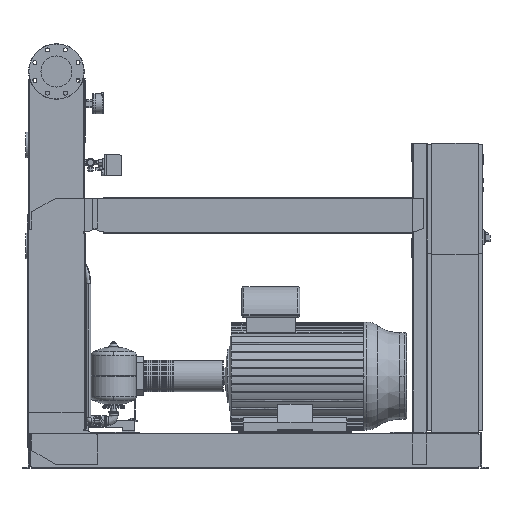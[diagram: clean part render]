
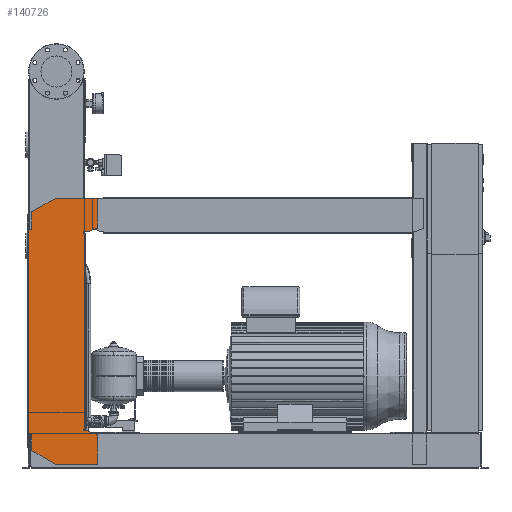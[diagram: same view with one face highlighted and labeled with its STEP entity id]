
A CAD part, front view. The second image highlights one B-rep face of the part: STEP entity #140726.
In plain terms, the highlighted free-form (B-spline) face has degree [1, 1] with [2, 2] control points.
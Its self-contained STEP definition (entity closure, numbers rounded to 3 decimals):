
#140211=CARTESIAN_POINT('',(-111.0,-463.5,1076.0));
#140212=VERTEX_POINT('',#140211);
#140219=CARTESIAN_POINT('',(-111.0,-463.5,1153.378));
#140220=VERTEX_POINT('',#140219);
#140221=CARTESIAN_POINT('',(-111.0,-463.5,1076.0));
#140222=DIRECTION('',(0.0,0.0,1.0));
#140223=VECTOR('',#140222,77.378);
#140224=LINE('',#140221,#140223);
#140225=EDGE_CURVE('',#140212,#140220,#140224,.T.);
#140243=CARTESIAN_POINT('',(-6.0,-463.5,1214.0));
#140244=VERTEX_POINT('',#140243);
#140245=CARTESIAN_POINT('',(-111.0,-463.5,1153.378));
#140246=DIRECTION('',(0.866,0.0,0.5));
#140247=VECTOR('',#140246,121.244);
#140248=LINE('',#140245,#140247);
#140249=EDGE_CURVE('',#140220,#140244,#140248,.T.);
#140267=CARTESIAN_POINT('',(186.0,-463.5,1214.0));
#140268=VERTEX_POINT('',#140267);
#140269=CARTESIAN_POINT('',(-6.0,-463.5,1214.0));
#140270=DIRECTION('',(1.0,0.0,0.0));
#140271=VECTOR('',#140270,192.0);
#140272=LINE('',#140269,#140271);
#140273=EDGE_CURVE('',#140244,#140268,#140272,.T.);
#140291=CARTESIAN_POINT('',(186.,-463.5,1080.379));
#140292=VERTEX_POINT('',#140291);
#140293=CARTESIAN_POINT('',(186.0,-463.5,1214.0));
#140294=DIRECTION('',(0.0,0.0,-1.0));
#140295=VECTOR('',#140294,133.621);
#140296=LINE('',#140293,#140295);
#140297=EDGE_CURVE('',#140268,#140292,#140296,.T.);
#140315=CARTESIAN_POINT('',(141.,-463.5,1064.0));
#140316=VERTEX_POINT('',#140315);
#140317=CARTESIAN_POINT('',(186.,-463.5,1080.379));
#140318=DIRECTION('',(-0.94,0.0,-0.342));
#140319=VECTOR('',#140318,47.888);
#140320=LINE('',#140317,#140319);
#140321=EDGE_CURVE('',#140292,#140316,#140320,.T.);
#140339=CARTESIAN_POINT('',(121.,-463.5,1064.0));
#140340=VERTEX_POINT('',#140339);
#140341=CARTESIAN_POINT('',(141.,-463.5,1064.0));
#140342=DIRECTION('',(-1.0,0.0,0.0));
#140343=VECTOR('',#140342,20.0);
#140344=LINE('',#140341,#140343);
#140345=EDGE_CURVE('',#140316,#140340,#140344,.T.);
#140363=CARTESIAN_POINT('',(121.,-463.5,1056.0));
#140364=VERTEX_POINT('',#140363);
#140365=CARTESIAN_POINT('',(121.,-463.5,1064.0));
#140366=DIRECTION('',(0.0,0.0,-1.0));
#140367=VECTOR('',#140366,8.0);
#140368=LINE('',#140365,#140367);
#140369=EDGE_CURVE('',#140340,#140364,#140368,.T.);
#140387=CARTESIAN_POINT('',(129.,-463.5,1056.0));
#140388=VERTEX_POINT('',#140387);
#140389=CARTESIAN_POINT('',(121.,-463.5,1056.0));
#140390=DIRECTION('',(1.0,0.0,0.0));
#140391=VECTOR('',#140390,8.0);
#140392=LINE('',#140389,#140391);
#140393=EDGE_CURVE('',#140364,#140388,#140392,.T.);
#140411=CARTESIAN_POINT('',(129.,-463.5,176.));
#140412=VERTEX_POINT('',#140411);
#140423=CARTESIAN_POINT('',(129.,-463.5,1056.0));
#140424=DIRECTION('',(0.0,0.0,-1.0));
#140425=VECTOR('',#140424,880.);
#140426=LINE('',#140423,#140425);
#140427=EDGE_CURVE('',#140388,#140412,#140426,.T.);
#140441=CARTESIAN_POINT('',(121.,-463.5,176.));
#140442=VERTEX_POINT('',#140441);
#140443=CARTESIAN_POINT('',(129.,-463.5,176.));
#140444=DIRECTION('',(-1.0,0.0,0.0));
#140445=VECTOR('',#140444,8.0);
#140446=LINE('',#140443,#140445);
#140447=EDGE_CURVE('',#140412,#140442,#140446,.T.);
#140465=CARTESIAN_POINT('',(121.,-463.5,168.));
#140466=VERTEX_POINT('',#140465);
#140467=CARTESIAN_POINT('',(121.,-463.5,176.));
#140468=DIRECTION('',(0.0,0.0,-1.0));
#140469=VECTOR('',#140468,8.0);
#140470=LINE('',#140467,#140469);
#140471=EDGE_CURVE('',#140442,#140466,#140470,.T.);
#140489=CARTESIAN_POINT('',(141.,-463.5,168.));
#140490=VERTEX_POINT('',#140489);
#140491=CARTESIAN_POINT('',(121.,-463.5,168.));
#140492=DIRECTION('',(1.0,0.0,0.0));
#140493=VECTOR('',#140492,20.0);
#140494=LINE('',#140491,#140493);
#140495=EDGE_CURVE('',#140466,#140490,#140494,.T.);
#140513=CARTESIAN_POINT('',(186.,-463.5,151.621));
#140514=VERTEX_POINT('',#140513);
#140515=CARTESIAN_POINT('',(141.,-463.5,168.));
#140516=DIRECTION('',(0.94,0.0,-0.342));
#140517=VECTOR('',#140516,47.888);
#140518=LINE('',#140515,#140517);
#140519=EDGE_CURVE('',#140490,#140514,#140518,.T.);
#140537=CARTESIAN_POINT('',(186.,-463.5,18.0));
#140538=VERTEX_POINT('',#140537);
#140539=CARTESIAN_POINT('',(186.,-463.5,151.621));
#140540=DIRECTION('',(0.0,0.0,-1.0));
#140541=VECTOR('',#140540,133.621);
#140542=LINE('',#140539,#140541);
#140543=EDGE_CURVE('',#140514,#140538,#140542,.T.);
#140561=CARTESIAN_POINT('',(-4.,-463.5,18.0));
#140562=VERTEX_POINT('',#140561);
#140563=CARTESIAN_POINT('',(186.,-463.5,18.0));
#140564=DIRECTION('',(-1.0,0.0,0.0));
#140565=VECTOR('',#140564,190.);
#140566=LINE('',#140563,#140565);
#140567=EDGE_CURVE('',#140538,#140562,#140566,.T.);
#140585=CARTESIAN_POINT('',(-111.,-463.5,79.776));
#140586=VERTEX_POINT('',#140585);
#140587=CARTESIAN_POINT('',(-4.,-463.5,18.0));
#140588=DIRECTION('',(-0.866,0.,0.5));
#140589=VECTOR('',#140588,123.553);
#140590=LINE('',#140587,#140589);
#140591=EDGE_CURVE('',#140562,#140586,#140590,.T.);
#140609=CARTESIAN_POINT('',(-111.,-463.5,156.0));
#140610=VERTEX_POINT('',#140609);
#140611=CARTESIAN_POINT('',(-111.,-463.5,79.776));
#140612=DIRECTION('',(0.0,0.0,1.0));
#140613=VECTOR('',#140612,76.224);
#140614=LINE('',#140611,#140613);
#140615=EDGE_CURVE('',#140586,#140610,#140614,.T.);
#140633=CARTESIAN_POINT('',(-131.,-463.5,156.0));
#140634=VERTEX_POINT('',#140633);
#140635=CARTESIAN_POINT('',(-111.,-463.5,156.0));
#140636=DIRECTION('',(-1.0,0.0,0.0));
#140637=VECTOR('',#140636,20.0);
#140638=LINE('',#140635,#140637);
#140639=EDGE_CURVE('',#140610,#140634,#140638,.T.);
#140657=CARTESIAN_POINT('',(-131.0,-463.5,1076.0));
#140658=VERTEX_POINT('',#140657);
#140671=CARTESIAN_POINT('',(-131.,-463.5,156.0));
#140672=DIRECTION('',(0.0,0.0,1.0));
#140673=VECTOR('',#140672,920.0);
#140674=LINE('',#140671,#140673);
#140675=EDGE_CURVE('',#140634,#140658,#140674,.T.);
#140689=CARTESIAN_POINT('',(-131.0,-463.5,1076.0));
#140690=DIRECTION('',(1.0,0.0,0.0));
#140691=VECTOR('',#140690,20.0);
#140692=LINE('',#140689,#140691);
#140693=EDGE_CURVE('',#140658,#140212,#140692,.T.);
#140699=CARTESIAN_POINT('',(-131.,-463.5,18.0));
#140700=CARTESIAN_POINT('',(186.0,-463.5,18.0));
#140701=CARTESIAN_POINT('',(-131.,-463.5,1214.0));
#140702=CARTESIAN_POINT('',(186.0,-463.5,1214.0));
#140703=B_SPLINE_SURFACE_WITH_KNOTS('',1,1,((#140699,#140701),(#140700,#140702)),.UNSPECIFIED.,.F.,.F.,.U.,(2,2),(2,2),(0.0,317.),(0.0,1196.0),.UNSPECIFIED.);
#140704=ORIENTED_EDGE('',*,*,#140693,.F.);
#140705=ORIENTED_EDGE('',*,*,#140675,.F.);
#140706=ORIENTED_EDGE('',*,*,#140639,.F.);
#140707=ORIENTED_EDGE('',*,*,#140615,.F.);
#140708=ORIENTED_EDGE('',*,*,#140591,.F.);
#140709=ORIENTED_EDGE('',*,*,#140567,.F.);
#140710=ORIENTED_EDGE('',*,*,#140543,.F.);
#140711=ORIENTED_EDGE('',*,*,#140519,.F.);
#140712=ORIENTED_EDGE('',*,*,#140495,.F.);
#140713=ORIENTED_EDGE('',*,*,#140471,.F.);
#140714=ORIENTED_EDGE('',*,*,#140447,.F.);
#140715=ORIENTED_EDGE('',*,*,#140427,.F.);
#140716=ORIENTED_EDGE('',*,*,#140393,.F.);
#140717=ORIENTED_EDGE('',*,*,#140369,.F.);
#140718=ORIENTED_EDGE('',*,*,#140345,.F.);
#140719=ORIENTED_EDGE('',*,*,#140321,.F.);
#140720=ORIENTED_EDGE('',*,*,#140297,.F.);
#140721=ORIENTED_EDGE('',*,*,#140273,.F.);
#140722=ORIENTED_EDGE('',*,*,#140249,.F.);
#140723=ORIENTED_EDGE('',*,*,#140225,.F.);
#140724=EDGE_LOOP('',(#140704,#140705,#140706,#140707,#140708,#140709,#140710,#140711,#140712,#140713,#140714,#140715,#140716,#140717,#140718,#140719,#140720,#140721,#140722,#140723));
#140725=FACE_OUTER_BOUND('',#140724,.T.);
#140726=ADVANCED_FACE('',(#140725),#140703,.T.);
